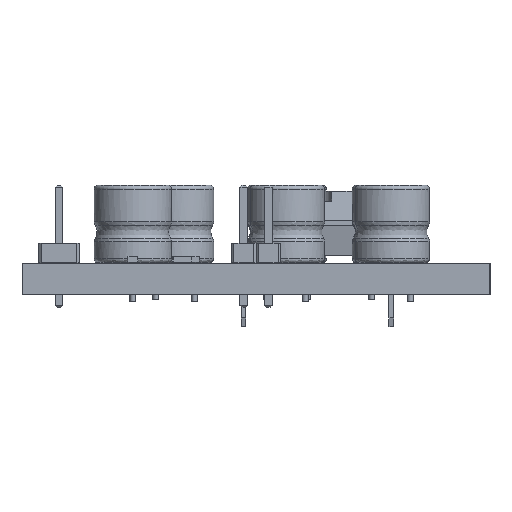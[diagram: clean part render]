
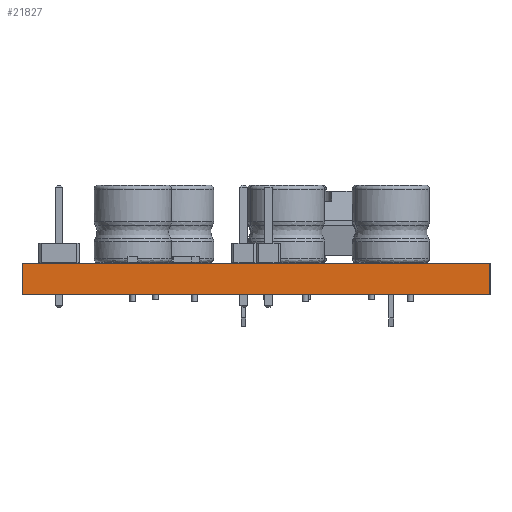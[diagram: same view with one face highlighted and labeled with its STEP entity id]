
A CAD part, left-side view. The second image highlights one B-rep face of the part: STEP entity #21827.
In plain terms, the highlighted planar face has unit normal (-1, 0, 0).
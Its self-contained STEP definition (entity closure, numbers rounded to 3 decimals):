
#21646 = PLANE('',#21647);
#21647 = AXIS2_PLACEMENT_3D('',#21648,#21649,#21650);
#21648 = CARTESIAN_POINT('',(95.25,-133.35,0.));
#21649 = DIRECTION('',(0.,-1.,0.));
#21650 = DIRECTION('',(-1.,0.,0.));
#21671 = VERTEX_POINT('',#21672);
#21672 = CARTESIAN_POINT('',(50.8,-133.35,1.6));
#21686 = PLANE('',#21687);
#21687 = AXIS2_PLACEMENT_3D('',#21688,#21689,#21690);
#21688 = CARTESIAN_POINT('',(73.025,-121.285,1.6));
#21689 = DIRECTION('',(-0.,-0.,-1.));
#21690 = DIRECTION('',(-1.,0.,0.));
#21698 = EDGE_CURVE('',#21699,#21671,#21701,.T.);
#21699 = VERTEX_POINT('',#21700);
#21700 = CARTESIAN_POINT('',(50.8,-133.35,0.));
#21701 = SURFACE_CURVE('',#21702,(#21706,#21713),.PCURVE_S1.);
#21702 = LINE('',#21703,#21704);
#21703 = CARTESIAN_POINT('',(50.8,-133.35,0.));
#21704 = VECTOR('',#21705,1.);
#21705 = DIRECTION('',(0.,0.,1.));
#21706 = PCURVE('',#21646,#21707);
#21707 = DEFINITIONAL_REPRESENTATION('',(#21708),#21712);
#21708 = LINE('',#21709,#21710);
#21709 = CARTESIAN_POINT('',(44.45,0.));
#21710 = VECTOR('',#21711,1.);
#21711 = DIRECTION('',(0.,-1.));
#21712 = ( GEOMETRIC_REPRESENTATION_CONTEXT(2) 
PARAMETRIC_REPRESENTATION_CONTEXT() REPRESENTATION_CONTEXT('2D SPACE',''
  ) );
#21713 = PCURVE('',#21714,#21719);
#21714 = PLANE('',#21715);
#21715 = AXIS2_PLACEMENT_3D('',#21716,#21717,#21718);
#21716 = CARTESIAN_POINT('',(50.8,-133.35,0.));
#21717 = DIRECTION('',(-1.,0.,0.));
#21718 = DIRECTION('',(0.,1.,0.));
#21719 = DEFINITIONAL_REPRESENTATION('',(#21720),#21724);
#21720 = LINE('',#21721,#21722);
#21721 = CARTESIAN_POINT('',(0.,0.));
#21722 = VECTOR('',#21723,1.);
#21723 = DIRECTION('',(0.,-1.));
#21724 = ( GEOMETRIC_REPRESENTATION_CONTEXT(2) 
PARAMETRIC_REPRESENTATION_CONTEXT() REPRESENTATION_CONTEXT('2D SPACE',''
  ) );
#21740 = PLANE('',#21741);
#21741 = AXIS2_PLACEMENT_3D('',#21742,#21743,#21744);
#21742 = CARTESIAN_POINT('',(73.025,-121.285,0.));
#21743 = DIRECTION('',(-0.,-0.,-1.));
#21744 = DIRECTION('',(-1.,0.,0.));
#21773 = PLANE('',#21774);
#21774 = AXIS2_PLACEMENT_3D('',#21775,#21776,#21777);
#21775 = CARTESIAN_POINT('',(50.8,-109.22,0.));
#21776 = DIRECTION('',(0.,1.,0.));
#21777 = DIRECTION('',(1.,0.,0.));
#21827 = ADVANCED_FACE('',(#21828),#21714,.T.);
#21828 = FACE_BOUND('',#21829,.T.);
#21829 = EDGE_LOOP('',(#21830,#21831,#21854,#21877));
#21830 = ORIENTED_EDGE('',*,*,#21698,.T.);
#21831 = ORIENTED_EDGE('',*,*,#21832,.T.);
#21832 = EDGE_CURVE('',#21671,#21833,#21835,.T.);
#21833 = VERTEX_POINT('',#21834);
#21834 = CARTESIAN_POINT('',(50.8,-109.22,1.6));
#21835 = SURFACE_CURVE('',#21836,(#21840,#21847),.PCURVE_S1.);
#21836 = LINE('',#21837,#21838);
#21837 = CARTESIAN_POINT('',(50.8,-133.35,1.6));
#21838 = VECTOR('',#21839,1.);
#21839 = DIRECTION('',(0.,1.,0.));
#21840 = PCURVE('',#21714,#21841);
#21841 = DEFINITIONAL_REPRESENTATION('',(#21842),#21846);
#21842 = LINE('',#21843,#21844);
#21843 = CARTESIAN_POINT('',(0.,-1.6));
#21844 = VECTOR('',#21845,1.);
#21845 = DIRECTION('',(1.,0.));
#21846 = ( GEOMETRIC_REPRESENTATION_CONTEXT(2) 
PARAMETRIC_REPRESENTATION_CONTEXT() REPRESENTATION_CONTEXT('2D SPACE',''
  ) );
#21847 = PCURVE('',#21686,#21848);
#21848 = DEFINITIONAL_REPRESENTATION('',(#21849),#21853);
#21849 = LINE('',#21850,#21851);
#21850 = CARTESIAN_POINT('',(22.225,-12.065));
#21851 = VECTOR('',#21852,1.);
#21852 = DIRECTION('',(0.,1.));
#21853 = ( GEOMETRIC_REPRESENTATION_CONTEXT(2) 
PARAMETRIC_REPRESENTATION_CONTEXT() REPRESENTATION_CONTEXT('2D SPACE',''
  ) );
#21854 = ORIENTED_EDGE('',*,*,#21855,.F.);
#21855 = EDGE_CURVE('',#21856,#21833,#21858,.T.);
#21856 = VERTEX_POINT('',#21857);
#21857 = CARTESIAN_POINT('',(50.8,-109.22,0.));
#21858 = SURFACE_CURVE('',#21859,(#21863,#21870),.PCURVE_S1.);
#21859 = LINE('',#21860,#21861);
#21860 = CARTESIAN_POINT('',(50.8,-109.22,0.));
#21861 = VECTOR('',#21862,1.);
#21862 = DIRECTION('',(0.,0.,1.));
#21863 = PCURVE('',#21714,#21864);
#21864 = DEFINITIONAL_REPRESENTATION('',(#21865),#21869);
#21865 = LINE('',#21866,#21867);
#21866 = CARTESIAN_POINT('',(24.13,0.));
#21867 = VECTOR('',#21868,1.);
#21868 = DIRECTION('',(0.,-1.));
#21869 = ( GEOMETRIC_REPRESENTATION_CONTEXT(2) 
PARAMETRIC_REPRESENTATION_CONTEXT() REPRESENTATION_CONTEXT('2D SPACE',''
  ) );
#21870 = PCURVE('',#21773,#21871);
#21871 = DEFINITIONAL_REPRESENTATION('',(#21872),#21876);
#21872 = LINE('',#21873,#21874);
#21873 = CARTESIAN_POINT('',(0.,0.));
#21874 = VECTOR('',#21875,1.);
#21875 = DIRECTION('',(0.,-1.));
#21876 = ( GEOMETRIC_REPRESENTATION_CONTEXT(2) 
PARAMETRIC_REPRESENTATION_CONTEXT() REPRESENTATION_CONTEXT('2D SPACE',''
  ) );
#21877 = ORIENTED_EDGE('',*,*,#21878,.F.);
#21878 = EDGE_CURVE('',#21699,#21856,#21879,.T.);
#21879 = SURFACE_CURVE('',#21880,(#21884,#21891),.PCURVE_S1.);
#21880 = LINE('',#21881,#21882);
#21881 = CARTESIAN_POINT('',(50.8,-133.35,0.));
#21882 = VECTOR('',#21883,1.);
#21883 = DIRECTION('',(0.,1.,0.));
#21884 = PCURVE('',#21714,#21885);
#21885 = DEFINITIONAL_REPRESENTATION('',(#21886),#21890);
#21886 = LINE('',#21887,#21888);
#21887 = CARTESIAN_POINT('',(0.,0.));
#21888 = VECTOR('',#21889,1.);
#21889 = DIRECTION('',(1.,0.));
#21890 = ( GEOMETRIC_REPRESENTATION_CONTEXT(2) 
PARAMETRIC_REPRESENTATION_CONTEXT() REPRESENTATION_CONTEXT('2D SPACE',''
  ) );
#21891 = PCURVE('',#21740,#21892);
#21892 = DEFINITIONAL_REPRESENTATION('',(#21893),#21897);
#21893 = LINE('',#21894,#21895);
#21894 = CARTESIAN_POINT('',(22.225,-12.065));
#21895 = VECTOR('',#21896,1.);
#21896 = DIRECTION('',(0.,1.));
#21897 = ( GEOMETRIC_REPRESENTATION_CONTEXT(2) 
PARAMETRIC_REPRESENTATION_CONTEXT() REPRESENTATION_CONTEXT('2D SPACE',''
  ) );
